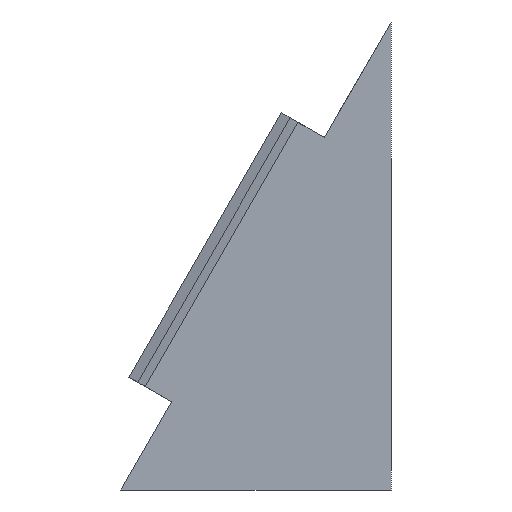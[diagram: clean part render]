
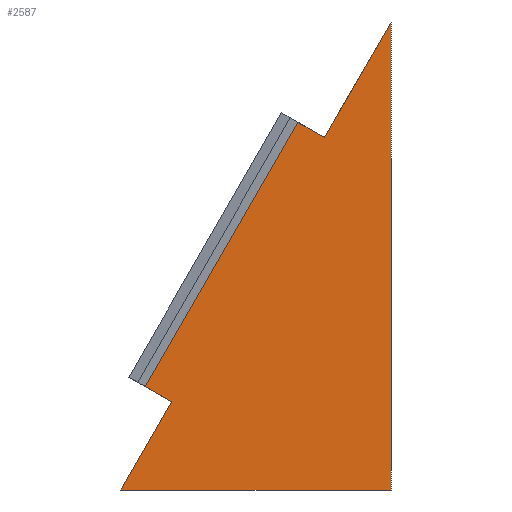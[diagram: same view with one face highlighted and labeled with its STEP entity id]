
A CAD part, front view. The second image highlights one B-rep face of the part: STEP entity #2587.
In plain terms, the highlighted planar face has unit normal (0, -1, 0).
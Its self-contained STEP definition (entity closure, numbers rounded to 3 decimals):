
#364=FACE_OUTER_BOUND('',#518,.T.);
#518=EDGE_LOOP('',(#2376,#2377,#2378,#2379,#2380,#2381,#2382));
#600=LINE('',#3310,#824);
#605=LINE('',#3320,#829);
#645=LINE('',#3445,#869);
#649=LINE('',#3451,#873);
#653=LINE('',#3457,#877);
#730=LINE('',#4591,#954);
#780=LINE('',#4700,#1004);
#824=VECTOR('',#2826,10.);
#829=VECTOR('',#2833,10.);
#869=VECTOR('',#2949,10.);
#873=VECTOR('',#2955,10.);
#877=VECTOR('',#2961,10.);
#954=VECTOR('',#3070,10.);
#1004=VECTOR('',#3192,10.);
#1046=VERTEX_POINT('',#3307);
#1047=VERTEX_POINT('',#3309);
#1050=VERTEX_POINT('',#3317);
#1051=VERTEX_POINT('',#3319);
#1098=VERTEX_POINT('',#3443);
#1099=VERTEX_POINT('',#3449);
#1229=VERTEX_POINT('',#4590);
#1308=EDGE_CURVE('',#1047,#1046,#600,.T.);
#1313=EDGE_CURVE('',#1051,#1050,#605,.T.);
#1375=EDGE_CURVE('',#1046,#1098,#645,.T.);
#1379=EDGE_CURVE('',#1099,#1098,#649,.T.);
#1383=EDGE_CURVE('',#1050,#1047,#653,.T.);
#1576=EDGE_CURVE('',#1229,#1051,#730,.T.);
#1630=EDGE_CURVE('',#1229,#1099,#780,.T.);
#2376=ORIENTED_EDGE('',*,*,#1308,.T.);
#2377=ORIENTED_EDGE('',*,*,#1375,.T.);
#2378=ORIENTED_EDGE('',*,*,#1379,.F.);
#2379=ORIENTED_EDGE('',*,*,#1630,.F.);
#2380=ORIENTED_EDGE('',*,*,#1576,.T.);
#2381=ORIENTED_EDGE('',*,*,#1313,.T.);
#2382=ORIENTED_EDGE('',*,*,#1383,.T.);
#2448=PLANE('',#2723);
#2587=ADVANCED_FACE('',(#364),#2448,.T.);
#2723=AXIS2_PLACEMENT_3D('',#4699,#3190,#3191);
#2826=DIRECTION('',(-0.5,0.,-0.866));
#2833=DIRECTION('',(-0.5,0.,-0.866));
#2949=DIRECTION('',(0.866,0.,-0.5));
#2955=DIRECTION('',(0.5,0.,0.866));
#2961=DIRECTION('',(-0.866,0.,0.5));
#3070=DIRECTION('',(0.,0.,1.));
#3190=DIRECTION('center_axis',(0.,-1.,0.));
#3191=DIRECTION('ref_axis',(0.,0.,-1.));
#3192=DIRECTION('',(-1.,0.,0.));
#3307=CARTESIAN_POINT('',(-24.145,-74.868,-8.507));
#3309=CARTESIAN_POINT('',(-6.305,-74.868,22.393));
#3310=CARTESIAN_POINT('',(-5.905,-74.868,23.086));
#3317=CARTESIAN_POINT('',(-3.2,-74.868,20.6));
#3319=CARTESIAN_POINT('',(4.6,-74.868,34.11));
#3320=CARTESIAN_POINT('',(4.6,-74.868,34.11));
#3443=CARTESIAN_POINT('',(-21.04,-74.868,-10.3));
#3445=CARTESIAN_POINT('',(-21.04,-74.868,-10.3));
#3449=CARTESIAN_POINT('',(-26.987,-74.868,-20.6));
#3451=CARTESIAN_POINT('',(-21.412,-74.868,-10.944));
#3457=CARTESIAN_POINT('',(-3.2,-74.868,20.6));
#4590=CARTESIAN_POINT('',(4.6,-74.868,-20.6));
#4591=CARTESIAN_POINT('',(4.6,-74.868,20.6));
#4699=CARTESIAN_POINT('Origin',(0.,-74.868,20.6));
#4700=CARTESIAN_POINT('',(0.,-74.868,-20.6));
